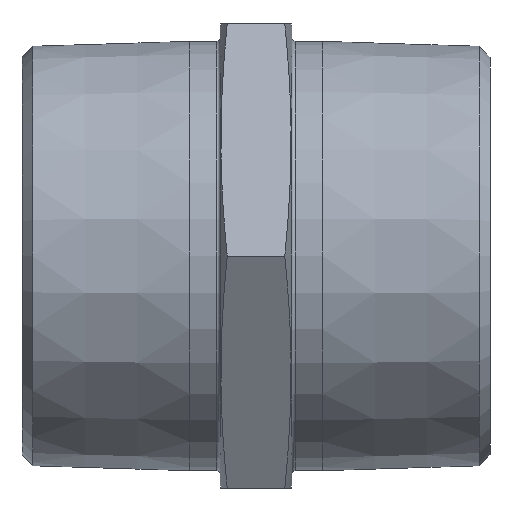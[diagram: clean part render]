
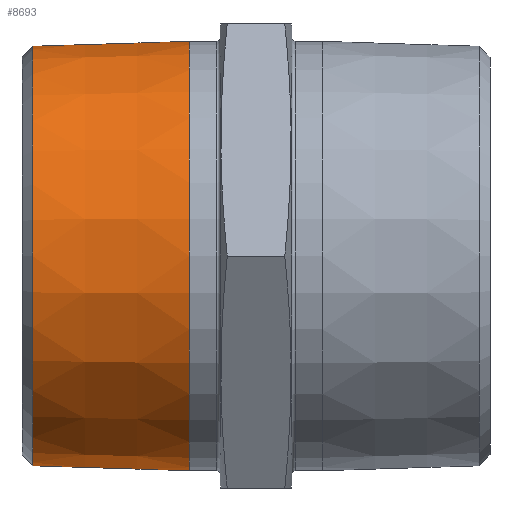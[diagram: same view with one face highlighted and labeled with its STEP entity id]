
A CAD part, front view. The second image highlights one B-rep face of the part: STEP entity #8693.
In plain terms, the highlighted conical face has half-angle 1.79 degrees and reference radius 29.805 mm.
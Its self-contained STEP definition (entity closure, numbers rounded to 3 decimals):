
#496 = CARTESIAN_POINT ( 'NONE',  ( -16.85, 0., 0. ) ) ;
#647 = EDGE_CURVE ( 'NONE', #5812, #5812, #14261, .T. ) ;
#1904 = CARTESIAN_POINT ( 'NONE',  ( -31.271, 0., 29.354 ) ) ;
#2140 = CARTESIAN_POINT ( 'NONE',  ( -9.35, 0., 0. ) ) ;
#3198 = DIRECTION ( 'NONE',  ( 0., 0., -1. ) ) ;
#4582 = CIRCLE ( 'NONE', #13195, 30.039 ) ;
#4596 = ORIENTED_EDGE ( 'NONE', *, *, #647, .T. ) ;
#4637 = AXIS2_PLACEMENT_3D ( 'NONE', #496, #7002, #3198 ) ;
#4818 = EDGE_CURVE ( 'NONE', #14842, #14842, #4582, .T. ) ;
#5089 = EDGE_LOOP ( 'NONE', ( #13329 ) ) ;
#5283 = DIRECTION ( 'NONE',  ( 1., 0., 0. ) ) ;
#5659 = FACE_BOUND ( 'NONE', #16431, .T. ) ;
#5698 = CONICAL_SURFACE ( 'NONE', #4637, 29.805, 0.031 ) ;
#5812 = VERTEX_POINT ( 'NONE', #1904 ) ;
#6549 = CARTESIAN_POINT ( 'NONE',  ( -31.271, 0., 0. ) ) ;
#6789 = DIRECTION ( 'NONE',  ( 0., 0., 1. ) ) ;
#7002 = DIRECTION ( 'NONE',  ( 1., 0., 0. ) ) ;
#7294 = DIRECTION ( 'NONE',  ( -1., 0., 0. ) ) ;
#8092 = FACE_OUTER_BOUND ( 'NONE', #5089, .T. ) ;
#8693 = ADVANCED_FACE ( 'NONE', ( #5659, #8092 ), #5698, .T. ) ;
#10865 = CARTESIAN_POINT ( 'NONE',  ( -9.35, 0., 30.039 ) ) ;
#11091 = DIRECTION ( 'NONE',  ( 0., 0., 1. ) ) ;
#13195 = AXIS2_PLACEMENT_3D ( 'NONE', #2140, #7294, #11091 ) ;
#13329 = ORIENTED_EDGE ( 'NONE', *, *, #4818, .T. ) ;
#14261 = CIRCLE ( 'NONE', #15062, 29.354 ) ;
#14842 = VERTEX_POINT ( 'NONE', #10865 ) ;
#15062 = AXIS2_PLACEMENT_3D ( 'NONE', #6549, #5283, #6789 ) ;
#16431 = EDGE_LOOP ( 'NONE', ( #4596 ) ) ;
